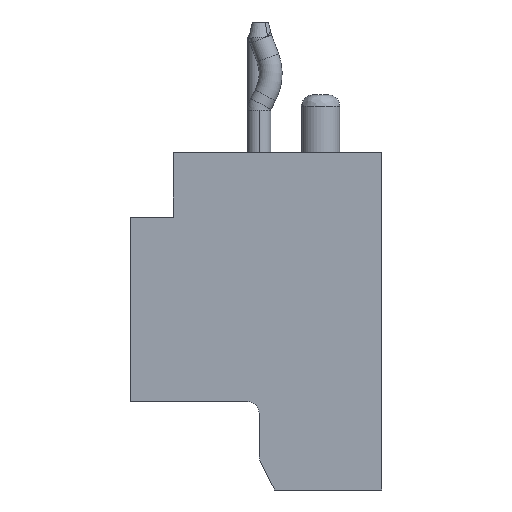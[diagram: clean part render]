
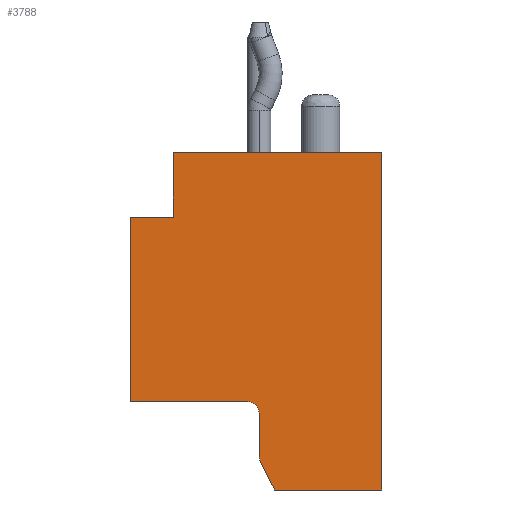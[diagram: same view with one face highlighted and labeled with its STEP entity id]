
A CAD part, front view. The second image highlights one B-rep face of the part: STEP entity #3788.
In plain terms, the highlighted planar face has unit normal (0, -1, 0).
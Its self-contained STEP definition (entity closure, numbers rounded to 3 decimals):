
#37=DIRECTION('',(1.,0.,0.));
#38=VECTOR('',#37,2.8);
#39=CARTESIAN_POINT('',(-0.05,-6.25,0.));
#40=LINE('',#39,#38);
#338=DIRECTION('',(-1.,0.,0.));
#339=VECTOR('',#338,1.125);
#340=CARTESIAN_POINT('',(-2.69,-6.25,7.11));
#341=LINE('',#340,#339);
#494=DIRECTION('',(0.,0.,1.));
#495=VECTOR('',#494,4.81);
#496=CARTESIAN_POINT('',(-3.815,-6.25,2.3));
#497=LINE('',#496,#495);
#625=DIRECTION('',(-1.,0.,0.));
#626=VECTOR('',#625,3.065);
#627=CARTESIAN_POINT('',(-0.75,-6.25,2.3));
#628=LINE('',#627,#626);
#629=DIRECTION('',(0.,0.,1.));
#630=VECTOR('',#629,1.69);
#631=CARTESIAN_POINT('',(-2.69,-6.25,7.11));
#632=LINE('',#631,#630);
#633=DIRECTION('',(0.447,0.,-0.894));
#634=VECTOR('',#633,0.824);
#635=CARTESIAN_POINT('',(-0.418,-6.25,0.737));
#636=LINE('',#635,#634);
#637=CARTESIAN_POINT('',(-0.15,-6.25,0.871));
#638=DIRECTION('',(0.,-1.,0.));
#639=DIRECTION('',(-1.,0.,0.));
#640=AXIS2_PLACEMENT_3D('',#637,#638,#639);
#642=DIRECTION('',(0.,0.,1.));
#643=VECTOR('',#642,1.129);
#644=CARTESIAN_POINT('',(-0.45,-6.25,0.871));
#645=LINE('',#644,#643);
#724=DIRECTION('',(1.,0.,0.));
#725=VECTOR('',#724,5.44);
#726=CARTESIAN_POINT('',(-2.69,-6.25,8.8));
#727=LINE('',#726,#725);
#850=DIRECTION('',(0.,0.,1.));
#851=VECTOR('',#850,8.8);
#852=CARTESIAN_POINT('',(2.75,-6.25,0.));
#853=LINE('',#852,#851);
#2123=CARTESIAN_POINT('',(-0.75,-6.25,2.));
#2124=DIRECTION('',(0.,1.,0.));
#2125=DIRECTION('',(0.,0.,1.));
#2126=AXIS2_PLACEMENT_3D('',#2123,#2124,#2125);
#2352=CARTESIAN_POINT('',(2.75,-6.25,0.));
#2354=VERTEX_POINT('',#2352);
#2357=CARTESIAN_POINT('',(-2.69,-6.25,8.8));
#2359=VERTEX_POINT('',#2357);
#2360=CARTESIAN_POINT('',(2.75,-6.25,8.8));
#2361=VERTEX_POINT('',#2360);
#2372=CARTESIAN_POINT('',(-0.05,-6.25,0.));
#2374=VERTEX_POINT('',#2372);
#2389=CARTESIAN_POINT('',(-0.45,-6.25,2.));
#2391=VERTEX_POINT('',#2389);
#2393=CARTESIAN_POINT('',(-0.75,-6.25,2.3));
#2395=VERTEX_POINT('',#2393);
#2404=CARTESIAN_POINT('',(-0.45,-6.25,0.871));
#2405=CARTESIAN_POINT('',(-0.418,-6.25,0.737));
#2406=VERTEX_POINT('',#2404);
#2407=VERTEX_POINT('',#2405);
#2464=CARTESIAN_POINT('',(-3.815,-6.25,2.3));
#2466=VERTEX_POINT('',#2464);
#2472=CARTESIAN_POINT('',(-3.815,-6.25,7.11));
#2473=VERTEX_POINT('',#2472);
#2490=CARTESIAN_POINT('',(-2.69,-6.25,7.11));
#2491=VERTEX_POINT('',#2490);
#3766=CARTESIAN_POINT('',(-2.69,-6.25,0.));
#3767=DIRECTION('',(0.,-1.,0.));
#3768=DIRECTION('',(1.,0.,0.));
#3769=AXIS2_PLACEMENT_3D('',#3766,#3767,#3768);
#3770=PLANE('',#3769);
#3771=ORIENTED_EDGE('',*,*,#3512,.T.);
#3772=ORIENTED_EDGE('',*,*,#3564,.T.);
#3773=ORIENTED_EDGE('',*,*,#3384,.F.);
#3774=ORIENTED_EDGE('',*,*,#3614,.T.);
#3776=ORIENTED_EDGE('',*,*,#3775,.T.);
#3778=ORIENTED_EDGE('',*,*,#3777,.F.);
#3779=ORIENTED_EDGE('',*,*,#3050,.F.);
#3781=ORIENTED_EDGE('',*,*,#3780,.F.);
#3782=ORIENTED_EDGE('',*,*,#3756,.F.);
#3783=ORIENTED_EDGE('',*,*,#3721,.T.);
#3785=ORIENTED_EDGE('',*,*,#3784,.F.);
#3786=EDGE_LOOP('',(#3771,#3772,#3773,#3774,#3776,#3778,#3779,#3781,#3782,#3783,
#3785));
#3787=FACE_OUTER_BOUND('',#3786,.F.);
#641=CIRCLE('',#640,0.3);
#2127=CIRCLE('',#2126,0.3);
#3050=EDGE_CURVE('',#2374,#2354,#40,.T.);
#3384=EDGE_CURVE('',#2491,#2473,#341,.T.);
#3512=EDGE_CURVE('',#2395,#2466,#628,.T.);
#3564=EDGE_CURVE('',#2466,#2473,#497,.T.);
#3614=EDGE_CURVE('',#2491,#2359,#632,.T.);
#3721=EDGE_CURVE('',#2406,#2391,#645,.T.);
#3756=EDGE_CURVE('',#2406,#2407,#641,.T.);
#3775=EDGE_CURVE('',#2359,#2361,#727,.T.);
#3777=EDGE_CURVE('',#2354,#2361,#853,.T.);
#3780=EDGE_CURVE('',#2407,#2374,#636,.T.);
#3784=EDGE_CURVE('',#2395,#2391,#2127,.T.);
#3788=ADVANCED_FACE('',(#3787),#3770,.T.);
